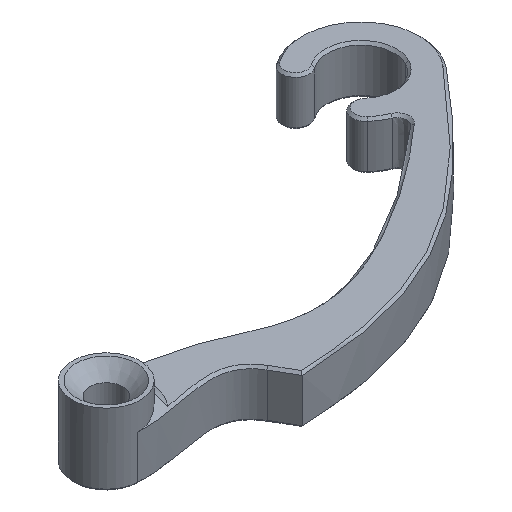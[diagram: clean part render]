
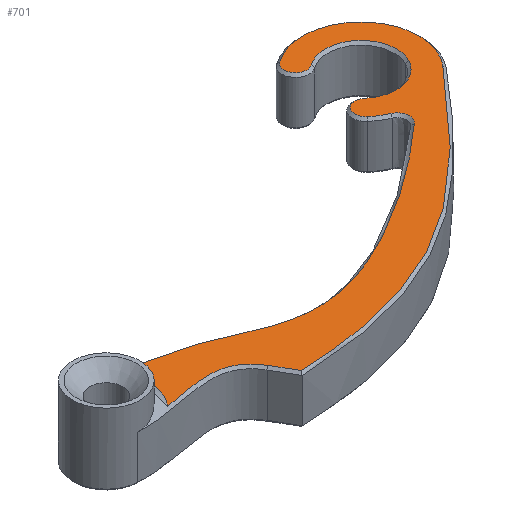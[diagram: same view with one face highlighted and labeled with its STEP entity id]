
A CAD part, isometric view. The second image highlights one B-rep face of the part: STEP entity #701.
In plain terms, the highlighted planar face has unit normal (0, 0, 1).
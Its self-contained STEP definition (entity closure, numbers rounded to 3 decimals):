
#23=PLANE('',#780);
#48=LINE('',#1236,#85);
#85=VECTOR('',#837,10.);
#148=FACE_OUTER_BOUND('',#194,.T.);
#194=EDGE_LOOP('',(#558,#559,#560,#561,#562,#563,#564,#565,#566,#567,#568,
#569,#570));
#217=CIRCLE('',#739,4.5);
#224=CIRCLE('',#752,6.);
#225=CIRCLE('',#754,1.167);
#228=CIRCLE('',#758,3.665);
#230=CIRCLE('',#761,3.665);
#231=CIRCLE('',#763,1.167);
#233=CIRCLE('',#766,6.);
#256=B_SPLINE_CURVE_WITH_KNOTS('',3,(#1126,#1127,#1128,#1129,#1130,#1131,
#1132,#1133,#1134),.UNSPECIFIED.,.F.,.F.,(4,1,1,1,1,1,4),(0.298,
0.3,0.385,0.469,0.521,
0.553,0.637),.UNSPECIFIED.);
#260=B_SPLINE_CURVE_WITH_KNOTS('',3,(#1224,#1225,#1226,#1227,#1228,#1229,
#1230,#1231,#1232,#1233),.UNSPECIFIED.,.F.,.F.,(4,1,1,1,1,1,1,4),(0.,
0.116,0.233,0.465,0.698,
0.815,0.931,1.031),.UNSPECIFIED.);
#264=B_SPLINE_CURVE_WITH_KNOTS('',3,(#1338,#1339,#1340,#1341,#1342,#1343,
#1344),.UNSPECIFIED.,.F.,.F.,(4,1,2,4),(0.,0.094,0.156,
0.2),.UNSPECIFIED.);
#265=B_SPLINE_CURVE_WITH_KNOTS('',3,(#1385,#1386,#1387,#1388,#1389,#1390,
#1391,#1392,#1393,#1394),.UNSPECIFIED.,.F.,.F.,(4,1,1,1,1,1,1,4),(0.02,
0.131,0.242,0.353,0.464,
0.576,0.687,0.798),.UNSPECIFIED.);
#267=B_SPLINE_CURVE_WITH_KNOTS('',3,(#1445,#1446,#1447,#1448,#1449,#1450,
#1451,#1452),.UNSPECIFIED.,.F.,.F.,(4,1,1,1,1,4),(-1.,-0.8,
-0.6,-0.4,-0.2,0.),
 .UNSPECIFIED.);
#284=VERTEX_POINT('',#973);
#287=VERTEX_POINT('',#984);
#296=VERTEX_POINT('',#1125);
#302=VERTEX_POINT('',#1222);
#303=VERTEX_POINT('',#1235);
#305=VERTEX_POINT('',#1253);
#308=VERTEX_POINT('',#1267);
#310=VERTEX_POINT('',#1272);
#312=VERTEX_POINT('',#1279);
#314=VERTEX_POINT('',#1285);
#316=VERTEX_POINT('',#1290);
#318=VERTEX_POINT('',#1296);
#320=VERTEX_POINT('',#1336);
#349=EDGE_CURVE('',#287,#284,#217,.T.);
#360=EDGE_CURVE('',#284,#296,#256,.T.);
#370=EDGE_CURVE('',#302,#287,#260,.T.);
#371=EDGE_CURVE('',#303,#302,#48,.T.);
#377=EDGE_CURVE('',#308,#305,#224,.T.);
#379=EDGE_CURVE('',#310,#308,#225,.T.);
#383=EDGE_CURVE('',#312,#310,#228,.T.);
#386=EDGE_CURVE('',#314,#312,#230,.T.);
#388=EDGE_CURVE('',#316,#314,#231,.T.);
#391=EDGE_CURVE('',#318,#316,#233,.T.);
#395=EDGE_CURVE('',#320,#318,#264,.T.);
#396=EDGE_CURVE('',#296,#320,#265,.T.);
#398=EDGE_CURVE('',#305,#303,#267,.T.);
#558=ORIENTED_EDGE('',*,*,#349,.F.);
#559=ORIENTED_EDGE('',*,*,#370,.F.);
#560=ORIENTED_EDGE('',*,*,#371,.F.);
#561=ORIENTED_EDGE('',*,*,#398,.F.);
#562=ORIENTED_EDGE('',*,*,#377,.F.);
#563=ORIENTED_EDGE('',*,*,#379,.F.);
#564=ORIENTED_EDGE('',*,*,#383,.F.);
#565=ORIENTED_EDGE('',*,*,#386,.F.);
#566=ORIENTED_EDGE('',*,*,#388,.F.);
#567=ORIENTED_EDGE('',*,*,#391,.F.);
#568=ORIENTED_EDGE('',*,*,#395,.F.);
#569=ORIENTED_EDGE('',*,*,#396,.F.);
#570=ORIENTED_EDGE('',*,*,#360,.F.);
#701=ADVANCED_FACE('',(#148),#23,.F.);
#739=AXIS2_PLACEMENT_3D('',#989,#809,#810);
#752=AXIS2_PLACEMENT_3D('',#1269,#844,#845);
#754=AXIS2_PLACEMENT_3D('',#1274,#849,#850);
#758=AXIS2_PLACEMENT_3D('',#1281,#858,#859);
#761=AXIS2_PLACEMENT_3D('',#1287,#865,#866);
#763=AXIS2_PLACEMENT_3D('',#1292,#870,#871);
#766=AXIS2_PLACEMENT_3D('',#1298,#877,#878);
#780=AXIS2_PLACEMENT_3D('',#1531,#912,#913);
#809=DIRECTION('center_axis',(0.,0.,1.));
#810=DIRECTION('ref_axis',(0.059,0.998,0.));
#837=DIRECTION('',(-0.5,0.866,0.));
#844=DIRECTION('center_axis',(0.,0.,-1.));
#845=DIRECTION('ref_axis',(0.648,0.761,0.));
#849=DIRECTION('center_axis',(0.,0.,-1.));
#850=DIRECTION('ref_axis',(-0.589,0.808,0.));
#858=DIRECTION('center_axis',(0.,0.,1.));
#859=DIRECTION('ref_axis',(0.892,-0.453,0.));
#865=DIRECTION('center_axis',(0.,0.,1.));
#866=DIRECTION('ref_axis',(-0.648,-0.761,0.));
#870=DIRECTION('center_axis',(0.,0.,-1.));
#871=DIRECTION('ref_axis',(0.648,0.761,0.));
#877=DIRECTION('center_axis',(0.,0.,-1.));
#878=DIRECTION('ref_axis',(-0.648,-0.761,0.));
#912=DIRECTION('center_axis',(0.,0.,-1.));
#913=DIRECTION('ref_axis',(0.866,0.5,0.));
#973=CARTESIAN_POINT('',(3.498,2.831,5.));
#984=CARTESIAN_POINT('',(3.368,-2.984,5.));
#989=CARTESIAN_POINT('Origin',(0.,0.,
5.));
#1125=CARTESIAN_POINT('',(10.473,1.051,5.));
#1126=CARTESIAN_POINT('Ctrl Pts',(3.496,2.831,5.));
#1127=CARTESIAN_POINT('Ctrl Pts',(3.509,2.829,5.));
#1128=CARTESIAN_POINT('Ctrl Pts',(4.004,2.736,5.));
#1129=CARTESIAN_POINT('Ctrl Pts',(5.088,2.509,5.));
#1130=CARTESIAN_POINT('Ctrl Pts',(6.735,2.089,5.));
#1131=CARTESIAN_POINT('Ctrl Pts',(7.905,1.765,5.));
#1132=CARTESIAN_POINT('Ctrl Pts',(9.096,1.432,5.));
#1133=CARTESIAN_POINT('Ctrl Pts',(9.893,1.207,5.));
#1134=CARTESIAN_POINT('Ctrl Pts',(10.473,1.051,5.));
#1222=CARTESIAN_POINT('',(12.206,-4.5,5.));
#1224=CARTESIAN_POINT('Ctrl Pts',(12.206,-4.5,5.));
#1225=CARTESIAN_POINT('Ctrl Pts',(12.004,-4.15,5.));
#1226=CARTESIAN_POINT('Ctrl Pts',(11.561,-3.543,5.));
#1227=CARTESIAN_POINT('Ctrl Pts',(10.499,-2.668,5.));
#1228=CARTESIAN_POINT('Ctrl Pts',(8.866,-2.213,5.));
#1229=CARTESIAN_POINT('Ctrl Pts',(7.012,-2.347,5.));
#1230=CARTESIAN_POINT('Ctrl Pts',(5.464,-2.599,5.));
#1231=CARTESIAN_POINT('Ctrl Pts',(4.295,-2.822,5.));
#1232=CARTESIAN_POINT('Ctrl Pts',(3.651,-2.936,5.));
#1233=CARTESIAN_POINT('Ctrl Pts',(3.375,-2.982,5.));
#1235=CARTESIAN_POINT('',(13.456,-6.665,5.));
#1236=CARTESIAN_POINT('',(11.212,-2.779,5.));
#1253=CARTESIAN_POINT('',(48.097,13.335,5.));
#1267=CARTESIAN_POINT('',(39.96,22.033,5.));
#1269=CARTESIAN_POINT('Origin',(43.495,17.185,5.));
#1272=CARTESIAN_POINT('',(41.336,20.147,5.));
#1274=CARTESIAN_POINT('Origin',(40.648,21.09,5.));
#1279=CARTESIAN_POINT('',(46.763,15.526,5.));
#1281=CARTESIAN_POINT('Origin',(43.495,17.185,5.));
#1285=CARTESIAN_POINT('',(41.119,14.395,5.));
#1287=CARTESIAN_POINT('Origin',(43.495,17.185,5.));
#1290=CARTESIAN_POINT('',(39.606,12.617,5.));
#1292=CARTESIAN_POINT('Origin',(40.362,13.506,5.));
#1296=CARTESIAN_POINT('',(41.097,11.685,5.));
#1298=CARTESIAN_POINT('Origin',(43.495,17.185,5.));
#1336=CARTESIAN_POINT('',(41.435,9.611,5.));
#1338=CARTESIAN_POINT('Ctrl Pts',(41.435,9.611,5.));
#1339=CARTESIAN_POINT('Ctrl Pts',(41.725,9.873,5.));
#1340=CARTESIAN_POINT('Ctrl Pts',(41.981,10.543,5.));
#1341=CARTESIAN_POINT('Ctrl Pts',(41.708,11.17,5.));
#1342=CARTESIAN_POINT('Ctrl Pts',(41.416,11.502,5.));
#1343=CARTESIAN_POINT('Ctrl Pts',(41.265,11.612,5.));
#1344=CARTESIAN_POINT('Ctrl Pts',(41.097,11.685,5.));
#1385=CARTESIAN_POINT('Ctrl Pts',(10.473,1.051,5.));
#1386=CARTESIAN_POINT('Ctrl Pts',(11.33,0.796,5.));
#1387=CARTESIAN_POINT('Ctrl Pts',(13.109,0.005,
5.));
#1388=CARTESIAN_POINT('Ctrl Pts',(16.2,-1.436,5.));
#1389=CARTESIAN_POINT('Ctrl Pts',(20.07,-2.139,5.));
#1390=CARTESIAN_POINT('Ctrl Pts',(24.931,-1.248,5.));
#1391=CARTESIAN_POINT('Ctrl Pts',(30.59,1.427,5.));
#1392=CARTESIAN_POINT('Ctrl Pts',(36.432,5.354,5.));
#1393=CARTESIAN_POINT('Ctrl Pts',(39.924,8.249,5.));
#1394=CARTESIAN_POINT('Ctrl Pts',(41.435,9.611,5.));
#1445=CARTESIAN_POINT('Ctrl Pts',(48.097,13.335,5.));
#1446=CARTESIAN_POINT('Ctrl Pts',(46.01,10.774,5.));
#1447=CARTESIAN_POINT('Ctrl Pts',(41.835,6.07,5.));
#1448=CARTESIAN_POINT('Ctrl Pts',(35.553,0.387,5.));
#1449=CARTESIAN_POINT('Ctrl Pts',(29.056,-3.636,5.));
#1450=CARTESIAN_POINT('Ctrl Pts',(21.77,-5.968,5.));
#1451=CARTESIAN_POINT('Ctrl Pts',(16.319,-6.577,5.));
#1452=CARTESIAN_POINT('Ctrl Pts',(13.456,-6.665,5.));
#1531=CARTESIAN_POINT('Origin',(9.079,1.345,5.));
